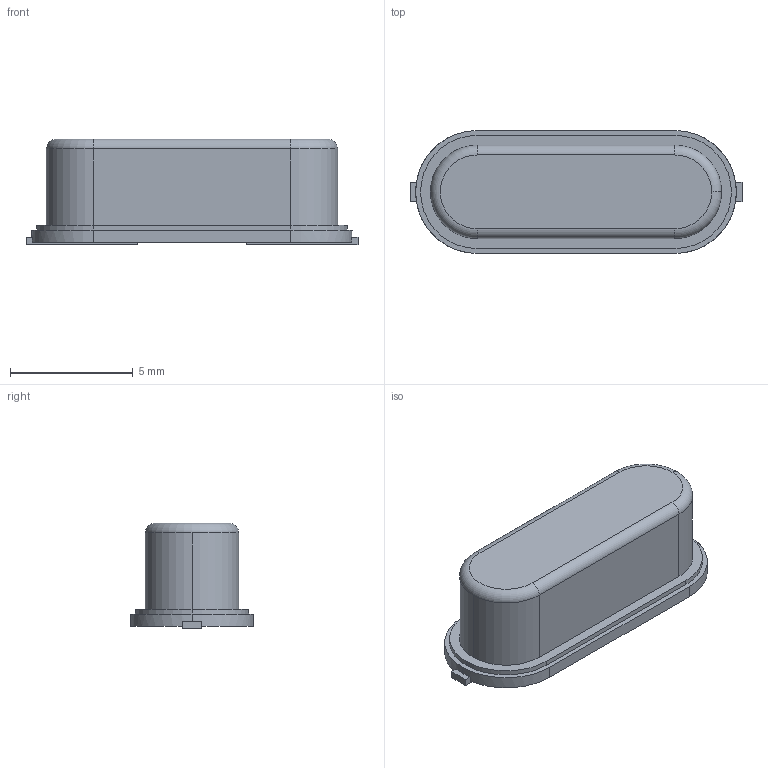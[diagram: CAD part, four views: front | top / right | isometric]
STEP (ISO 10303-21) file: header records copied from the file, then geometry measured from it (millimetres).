
FILE_DESCRIPTION(('FreeCAD Model'),'2;1');
FILE_NAME('crystal-smd.step','2018-06-08T12:53:35',( 'kicad StepUp'),('ksu MCAD'),'Open CASCADE STEP processor 7.1', 'FreeCAD','Unknown');
FILE_SCHEMA(('AUTOMOTIVE_DESIGN { 1 0 10303 214 1 1 1 1 }'));
Length unit declared in the file: millimetre
Products named in the file (1): crystal-smd
Bounding box: 13.5 x 5 x 4.3 mm (x, y, z)
Volume: 187.1 mm3; surface area: 238 mm2
Topology: 1 solids, 1 shells, 36 faces, 92 edges, 60 vertices
Faces by surface type: plane 22, cylinder 11, torus 3
Entity records: 1360 total; most frequent: DIRECTION 197, CARTESIAN_POINT 189, ORIENTED_EDGE 184, EDGE_CURVE 92, AXIS2_PLACEMENT_3D 68, LINE 61, VECTOR 61, VERTEX_POINT 60
